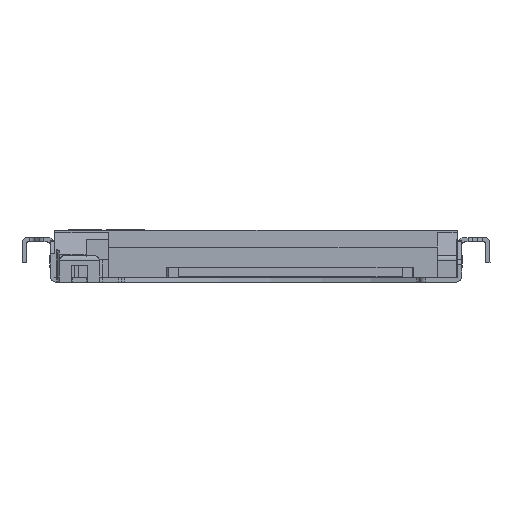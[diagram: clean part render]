
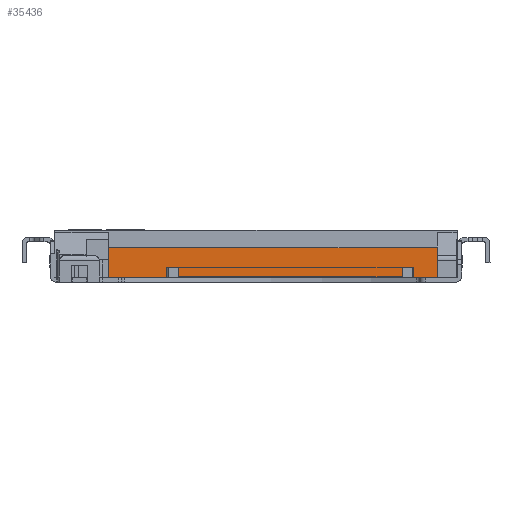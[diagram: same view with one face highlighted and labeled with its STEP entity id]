
A CAD part, front view. The second image highlights one B-rep face of the part: STEP entity #35436.
In plain terms, the highlighted planar face has unit normal (0, -1, 0).
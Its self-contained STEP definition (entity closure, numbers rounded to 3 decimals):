
#11 = EDGE_CURVE ( 'NONE', #20229, #15155, #27166, .T. ) ;
#124 = CARTESIAN_POINT ( 'NONE',  ( 0., 13.5, 0.15 ) ) ;
#722 = DIRECTION ( 'NONE',  ( -1., 0., 0. ) ) ;
#912 = VERTEX_POINT ( 'NONE', #1531 ) ;
#1495 = DIRECTION ( 'NONE',  ( 0., 0., 1. ) ) ;
#1531 = CARTESIAN_POINT ( 'NONE',  ( 5.3, 13.5, 0.15 ) ) ;
#1541 = CARTESIAN_POINT ( 'NONE',  ( 6.08, 13.5, 1.15 ) ) ;
#1865 = VECTOR ( 'NONE', #23283, 1000. ) ;
#1883 = VECTOR ( 'NONE', #34001, 1000. ) ;
#2263 = CARTESIAN_POINT ( 'NONE',  ( 4.9, 13.5, 0.15 ) ) ;
#2475 = CARTESIAN_POINT ( 'NONE',  ( 6.08, 13.5, 0.15 ) ) ;
#2559 = CARTESIAN_POINT ( 'NONE',  ( 6.08, 13.5, 0.15 ) ) ;
#2814 = LINE ( 'NONE', #124, #34835 ) ;
#3224 = VERTEX_POINT ( 'NONE', #28528 ) ;
#3614 = CARTESIAN_POINT ( 'NONE',  ( 5.3, 13.5, 0.5 ) ) ;
#3763 = PLANE ( 'NONE',  #14812 ) ;
#4027 = VERTEX_POINT ( 'NONE', #2559 ) ;
#4349 = LINE ( 'NONE', #20061, #26977 ) ;
#4850 = LINE ( 'NONE', #17306, #29097 ) ;
#4887 = VECTOR ( 'NONE', #25110, 1000. ) ;
#4925 = CARTESIAN_POINT ( 'NONE',  ( 5.3, 13.5, 0.5 ) ) ;
#5108 = LINE ( 'NONE', #2263, #12354 ) ;
#5219 = LINE ( 'NONE', #14809, #1883 ) ;
#5237 = CARTESIAN_POINT ( 'NONE',  ( -2.6, 13.5, 0.15 ) ) ;
#5395 = EDGE_CURVE ( 'NONE', #4027, #37229, #39824, .T. ) ;
#6632 = ORIENTED_EDGE ( 'NONE', *, *, #12168, .T. ) ;
#7400 = EDGE_CURVE ( 'NONE', #30994, #14992, #26431, .T. ) ;
#8081 = VERTEX_POINT ( 'NONE', #4925 ) ;
#8175 = CARTESIAN_POINT ( 'NONE',  ( -3., 13.5, 0.15 ) ) ;
#8894 = DIRECTION ( 'NONE',  ( 1., 0., 0. ) ) ;
#9049 = EDGE_CURVE ( 'NONE', #14992, #23875, #5108, .T. ) ;
#9475 = LINE ( 'NONE', #3614, #40051 ) ;
#10606 = DIRECTION ( 'NONE',  ( 1., 0., 0. ) ) ;
#10931 = CARTESIAN_POINT ( 'NONE',  ( -2.6, 13.5, 0.15 ) ) ;
#11165 = DIRECTION ( 'NONE',  ( 0., 0., -1. ) ) ;
#12168 = EDGE_CURVE ( 'NONE', #912, #24153, #31455, .T. ) ;
#12265 = ORIENTED_EDGE ( 'NONE', *, *, #5395, .T. ) ;
#12309 = VECTOR ( 'NONE', #19569, 1000. ) ;
#12354 = VECTOR ( 'NONE', #40016, 1000. ) ;
#12487 = ORIENTED_EDGE ( 'NONE', *, *, #32127, .F. ) ;
#13087 = CARTESIAN_POINT ( 'NONE',  ( -2.6, 13.5, 0.5 ) ) ;
#13631 = LINE ( 'NONE', #31431, #12309 ) ;
#13996 = EDGE_CURVE ( 'NONE', #23430, #15155, #20456, .T. ) ;
#14303 = CARTESIAN_POINT ( 'NONE',  ( 5.709, 13.5, 0.15 ) ) ;
#14640 = ORIENTED_EDGE ( 'NONE', *, *, #22295, .T. ) ;
#14809 = CARTESIAN_POINT ( 'NONE',  ( 6.08, 13.5, 1.15 ) ) ;
#14812 = AXIS2_PLACEMENT_3D ( 'NONE', #31915, #28655, #38242 ) ;
#14992 = VERTEX_POINT ( 'NONE', #26878 ) ;
#15088 = VECTOR ( 'NONE', #31037, 1000. ) ;
#15155 = VERTEX_POINT ( 'NONE', #31757 ) ;
#16065 = EDGE_CURVE ( 'NONE', #8081, #23875, #9475, .T. ) ;
#17158 = CARTESIAN_POINT ( 'NONE',  ( -2.6, 13.5, 0.5 ) ) ;
#17301 = ORIENTED_EDGE ( 'NONE', *, *, #17394, .T. ) ;
#17306 = CARTESIAN_POINT ( 'NONE',  ( -4.95, 13.5, 1.15 ) ) ;
#17394 = EDGE_CURVE ( 'NONE', #3224, #18403, #4850, .T. ) ;
#17669 = CARTESIAN_POINT ( 'NONE',  ( 4.9, 13.5, 0.5 ) ) ;
#18289 = EDGE_CURVE ( 'NONE', #37229, #3224, #5219, .T. ) ;
#18403 = VERTEX_POINT ( 'NONE', #20079 ) ;
#19569 = DIRECTION ( 'NONE',  ( 0., 0., 1. ) ) ;
#19725 = VECTOR ( 'NONE', #1495, 1000. ) ;
#19851 = DIRECTION ( 'NONE',  ( 0., 0., 1. ) ) ;
#20061 = CARTESIAN_POINT ( 'NONE',  ( 5.3, 13.5, 0.15 ) ) ;
#20079 = CARTESIAN_POINT ( 'NONE',  ( -4.95, 13.5, 0.15 ) ) ;
#20229 = VERTEX_POINT ( 'NONE', #13087 ) ;
#20456 = LINE ( 'NONE', #8175, #19725 ) ;
#21398 = ORIENTED_EDGE ( 'NONE', *, *, #11, .F. ) ;
#21439 = VECTOR ( 'NONE', #23386, 1000. ) ;
#21449 = EDGE_CURVE ( 'NONE', #24153, #4027, #2814, .T. ) ;
#22268 = CARTESIAN_POINT ( 'NONE',  ( -4.95, 13.5, 0.15 ) ) ;
#22295 = EDGE_CURVE ( 'NONE', #18403, #23430, #25521, .T. ) ;
#23283 = DIRECTION ( 'NONE',  ( -1., 0., 0. ) ) ;
#23386 = DIRECTION ( 'NONE',  ( 1., 0., 0. ) ) ;
#23430 = VERTEX_POINT ( 'NONE', #34919 ) ;
#23636 = ORIENTED_EDGE ( 'NONE', *, *, #13996, .T. ) ;
#23848 = VECTOR ( 'NONE', #10606, 1000. ) ;
#23875 = VERTEX_POINT ( 'NONE', #17669 ) ;
#24153 = VERTEX_POINT ( 'NONE', #14303 ) ;
#25110 = DIRECTION ( 'NONE',  ( 1., 0., 0. ) ) ;
#25521 = LINE ( 'NONE', #22268, #23848 ) ;
#25976 = ORIENTED_EDGE ( 'NONE', *, *, #16065, .F. ) ;
#26100 = ORIENTED_EDGE ( 'NONE', *, *, #18289, .T. ) ;
#26292 = ORIENTED_EDGE ( 'NONE', *, *, #7400, .T. ) ;
#26431 = LINE ( 'NONE', #10931, #21439 ) ;
#26878 = CARTESIAN_POINT ( 'NONE',  ( 4.9, 13.5, 0.15 ) ) ;
#26903 = ORIENTED_EDGE ( 'NONE', *, *, #21449, .T. ) ;
#26977 = VECTOR ( 'NONE', #19851, 1000. ) ;
#27166 = LINE ( 'NONE', #17158, #1865 ) ;
#28480 = EDGE_CURVE ( 'NONE', #30994, #20229, #13631, .T. ) ;
#28528 = CARTESIAN_POINT ( 'NONE',  ( -4.95, 13.5, 1.15 ) ) ;
#28655 = DIRECTION ( 'NONE',  ( 0., -1., 0. ) ) ;
#29097 = VECTOR ( 'NONE', #11165, 1000. ) ;
#29421 = ORIENTED_EDGE ( 'NONE', *, *, #9049, .T. ) ;
#30851 = CARTESIAN_POINT ( 'NONE',  ( 5.3, 13.5, 0.15 ) ) ;
#30994 = VERTEX_POINT ( 'NONE', #5237 ) ;
#31037 = DIRECTION ( 'NONE',  ( 0., 0., 1. ) ) ;
#31431 = CARTESIAN_POINT ( 'NONE',  ( -2.6, 13.5, 0.15 ) ) ;
#31455 = LINE ( 'NONE', #30851, #4887 ) ;
#31757 = CARTESIAN_POINT ( 'NONE',  ( -3., 13.5, 0.5 ) ) ;
#31915 = CARTESIAN_POINT ( 'NONE',  ( 0., 13.5, 0. ) ) ;
#32127 = EDGE_CURVE ( 'NONE', #912, #8081, #4349, .T. ) ;
#32481 = ORIENTED_EDGE ( 'NONE', *, *, #28480, .F. ) ;
#34001 = DIRECTION ( 'NONE',  ( -1., 0., 0. ) ) ;
#34835 = VECTOR ( 'NONE', #8894, 1000. ) ;
#34919 = CARTESIAN_POINT ( 'NONE',  ( -3., 13.5, 0.15 ) ) ;
#35436 = ADVANCED_FACE ( 'NONE', ( #37848 ), #3763, .T. ) ;
#37229 = VERTEX_POINT ( 'NONE', #1541 ) ;
#37848 = FACE_OUTER_BOUND ( 'NONE', #40139, .T. ) ;
#38242 = DIRECTION ( 'NONE',  ( 0., 0., -1. ) ) ;
#39824 = LINE ( 'NONE', #2475, #15088 ) ;
#40016 = DIRECTION ( 'NONE',  ( 0., 0., 1. ) ) ;
#40051 = VECTOR ( 'NONE', #722, 1000. ) ;
#40139 = EDGE_LOOP ( 'NONE', ( #12487, #6632, #26903, #12265, #26100, #17301, #14640, #23636, #21398, #32481, #26292, #29421, #25976 ) ) ;
